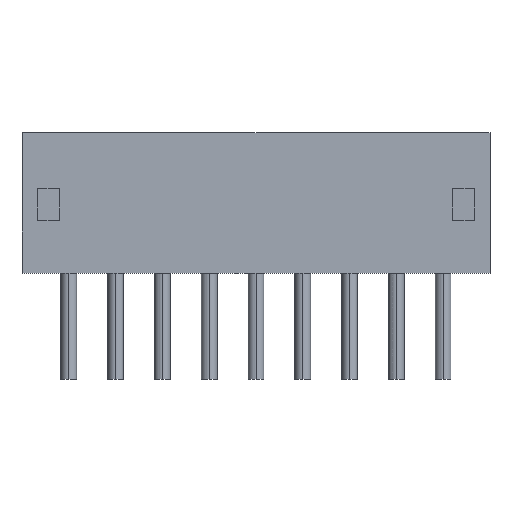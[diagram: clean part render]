
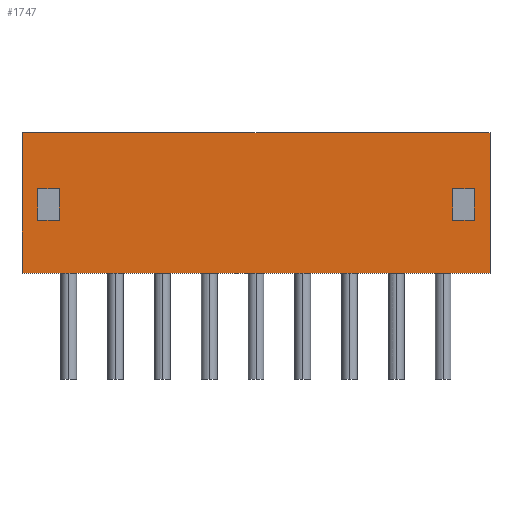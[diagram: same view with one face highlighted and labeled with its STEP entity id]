
A CAD part, top view. The second image highlights one B-rep face of the part: STEP entity #1747.
In plain terms, the highlighted planar face has unit normal (0, 0, 1).
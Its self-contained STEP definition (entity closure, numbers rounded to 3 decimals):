
#924 = CARTESIAN_POINT ( 'NONE',  ( 7., 2.7, 0. ) ) ;
#925 = CARTESIAN_POINT ( 'NONE',  ( 6.3, 1.7, 0. ) ) ;
#926 = CARTESIAN_POINT ( 'NONE',  ( 6.3, 2.7, 0. ) ) ;
#927 = DIRECTION ( 'NONE',  ( 0., -1., 0. ) ) ;
#928 = VECTOR ( 'NONE', #927, 1000. ) ;
#929 = CARTESIAN_POINT ( 'NONE',  ( 6.3, 2.7, 0. ) ) ;
#930 = LINE ( 'NONE', #929, #928 ) ;
#931 = DIRECTION ( 'NONE',  ( -1., 0., 0. ) ) ;
#932 = DIRECTION ( 'NONE',  ( 0., 0., -1. ) ) ;
#933 = CARTESIAN_POINT ( 'NONE',  ( 7.5, 0., 0. ) ) ;
#934 = AXIS2_PLACEMENT_3D ( 'NONE', #933, #932, #931 ) ;
#935 = PLANE ( 'NONE',  #934 ) ;
#958 = DIRECTION ( 'NONE',  ( 0., -1., 0. ) ) ;
#959 = VECTOR ( 'NONE', #958, 1000. ) ;
#960 = CARTESIAN_POINT ( 'NONE',  ( 7.5, 0., 0. ) ) ;
#961 = LINE ( 'NONE', #960, #959 ) ;
#963 = CARTESIAN_POINT ( 'NONE',  ( 7.5, 0., 0. ) ) ;
#964 = DIRECTION ( 'NONE',  ( -1., 0., 0. ) ) ;
#965 = VECTOR ( 'NONE', #964, 1000. ) ;
#966 = CARTESIAN_POINT ( 'NONE',  ( 7.5, 0., 0. ) ) ;
#967 = LINE ( 'NONE', #966, #965 ) ;
#968 = CARTESIAN_POINT ( 'NONE',  ( -7.5, 0., 0. ) ) ;
#969 = DIRECTION ( 'NONE',  ( 0., -1., 0. ) ) ;
#970 = VECTOR ( 'NONE', #969, 1000. ) ;
#971 = CARTESIAN_POINT ( 'NONE',  ( -7.5, 0., 0. ) ) ;
#972 = LINE ( 'NONE', #971, #970 ) ;
#996 = FACE_OUTER_BOUND ( 'NONE', #1650, .T. ) ;
#997 = FACE_BOUND ( 'NONE', #1569, .T. ) ;
#998 = FACE_BOUND ( 'NONE', #1748, .T. ) ;
#999 = DIRECTION ( 'NONE',  ( -1., 0., 0. ) ) ;
#1000 = VECTOR ( 'NONE', #999, 1000. ) ;
#1001 = CARTESIAN_POINT ( 'NONE',  ( 7.5, 4.5, 0. ) ) ;
#1002 = LINE ( 'NONE', #1001, #1000 ) ;
#1004 = CARTESIAN_POINT ( 'NONE',  ( -7.5, 4.5, 0. ) ) ;
#1005 = CARTESIAN_POINT ( 'NONE',  ( 7.5, 4.5, 0. ) ) ;
#1563 = EDGE_CURVE ( 'NONE', #1754, #1751, #3137, .T. ) ;
#1564 = ORIENTED_EDGE ( 'NONE', *, *, #1565, .F. ) ;
#1565 = EDGE_CURVE ( 'NONE', #1566, #1754, #3133, .T. ) ;
#1566 = VERTEX_POINT ( 'NONE', #3129 ) ;
#1567 = ORIENTED_EDGE ( 'NONE', *, *, #1568, .F. ) ;
#1568 = EDGE_CURVE ( 'NONE', #1752, #1566, #3128, .T. ) ;
#1569 = EDGE_LOOP ( 'NONE', ( #1570, #1574, #1640, #1648 ) ) ;
#1570 = ORIENTED_EDGE ( 'NONE', *, *, #1571, .F. ) ;
#1571 = EDGE_CURVE ( 'NONE', #1572, #1573, #3124, .T. ) ;
#1572 = VERTEX_POINT ( 'NONE', #3120 ) ;
#1573 = VERTEX_POINT ( 'NONE', #3119 ) ;
#1574 = ORIENTED_EDGE ( 'NONE', *, *, #1638, .F. ) ;
#1638 = EDGE_CURVE ( 'NONE', #1639, #1572, #3415, .T. ) ;
#1639 = VERTEX_POINT ( 'NONE', #3411 ) ;
#1640 = ORIENTED_EDGE ( 'NONE', *, *, #1641, .F. ) ;
#1641 = EDGE_CURVE ( 'NONE', #1642, #1639, #3361, .T. ) ;
#1642 = VERTEX_POINT ( 'NONE', #3357 ) ;
#1648 = ORIENTED_EDGE ( 'NONE', *, *, #1649, .F. ) ;
#1649 = EDGE_CURVE ( 'NONE', #1573, #1642, #3346, .T. ) ;
#1650 = EDGE_LOOP ( 'NONE', ( #1730, #1733, #1736, #1738 ) ) ;
#1730 = ORIENTED_EDGE ( 'NONE', *, *, #1731, .T. ) ;
#1731 = EDGE_CURVE ( 'NONE', #1744, #1732, #972, .T. ) ;
#1732 = VERTEX_POINT ( 'NONE', #968 ) ;
#1733 = ORIENTED_EDGE ( 'NONE', *, *, #1734, .F. ) ;
#1734 = EDGE_CURVE ( 'NONE', #1735, #1732, #967, .T. ) ;
#1735 = VERTEX_POINT ( 'NONE', #963 ) ;
#1736 = ORIENTED_EDGE ( 'NONE', *, *, #1737, .F. ) ;
#1737 = EDGE_CURVE ( 'NONE', #1742, #1735, #961, .T. ) ;
#1738 = ORIENTED_EDGE ( 'NONE', *, *, #1746, .T. ) ;
#1742 = VERTEX_POINT ( 'NONE', #1005 ) ;
#1744 = VERTEX_POINT ( 'NONE', #1004 ) ;
#1746 = EDGE_CURVE ( 'NONE', #1742, #1744, #1002, .T. ) ;
#1747 = ADVANCED_FACE ( 'NONE', ( #998, #997, #996 ), #935, .F. ) ;
#1748 = EDGE_LOOP ( 'NONE', ( #1749, #1753, #1564, #1567 ) ) ;
#1749 = ORIENTED_EDGE ( 'NONE', *, *, #1750, .F. ) ;
#1750 = EDGE_CURVE ( 'NONE', #1751, #1752, #930, .T. ) ;
#1751 = VERTEX_POINT ( 'NONE', #926 ) ;
#1752 = VERTEX_POINT ( 'NONE', #925 ) ;
#1753 = ORIENTED_EDGE ( 'NONE', *, *, #1563, .F. ) ;
#1754 = VERTEX_POINT ( 'NONE', #924 ) ;
#3119 = CARTESIAN_POINT ( 'NONE',  ( -6.3, 2.7, 0. ) ) ;
#3120 = CARTESIAN_POINT ( 'NONE',  ( -6.3, 1.7, 0. ) ) ;
#3121 = DIRECTION ( 'NONE',  ( 0., 1., 0. ) ) ;
#3122 = VECTOR ( 'NONE', #3121, 1000. ) ;
#3123 = CARTESIAN_POINT ( 'NONE',  ( -6.3, 2.7, 0. ) ) ;
#3124 = LINE ( 'NONE', #3123, #3122 ) ;
#3125 = DIRECTION ( 'NONE',  ( 1., 0., 0. ) ) ;
#3126 = VECTOR ( 'NONE', #3125, 1000. ) ;
#3127 = CARTESIAN_POINT ( 'NONE',  ( 7., 1.7, 0. ) ) ;
#3128 = LINE ( 'NONE', #3127, #3126 ) ;
#3129 = CARTESIAN_POINT ( 'NONE',  ( 7., 1.7, 0. ) ) ;
#3130 = DIRECTION ( 'NONE',  ( 0., 1., 0. ) ) ;
#3131 = VECTOR ( 'NONE', #3130, 1000. ) ;
#3132 = CARTESIAN_POINT ( 'NONE',  ( 7., 2.7, 0. ) ) ;
#3133 = LINE ( 'NONE', #3132, #3131 ) ;
#3134 = DIRECTION ( 'NONE',  ( -1., 0., 0. ) ) ;
#3135 = VECTOR ( 'NONE', #3134, 1000. ) ;
#3136 = CARTESIAN_POINT ( 'NONE',  ( 7., 2.7, 0. ) ) ;
#3137 = LINE ( 'NONE', #3136, #3135 ) ;
#3343 = DIRECTION ( 'NONE',  ( -1., 0., 0. ) ) ;
#3344 = VECTOR ( 'NONE', #3343, 1000. ) ;
#3345 = CARTESIAN_POINT ( 'NONE',  ( -7., 2.7, 0. ) ) ;
#3346 = LINE ( 'NONE', #3345, #3344 ) ;
#3357 = CARTESIAN_POINT ( 'NONE',  ( -7., 2.7, 0. ) ) ;
#3358 = DIRECTION ( 'NONE',  ( 0., -1., 0. ) ) ;
#3359 = VECTOR ( 'NONE', #3358, 1000. ) ;
#3360 = CARTESIAN_POINT ( 'NONE',  ( -7., 2.7, 0. ) ) ;
#3361 = LINE ( 'NONE', #3360, #3359 ) ;
#3411 = CARTESIAN_POINT ( 'NONE',  ( -7., 1.7, 0. ) ) ;
#3412 = DIRECTION ( 'NONE',  ( 1., 0., 0. ) ) ;
#3413 = VECTOR ( 'NONE', #3412, 1000. ) ;
#3414 = CARTESIAN_POINT ( 'NONE',  ( -7., 1.7, 0. ) ) ;
#3415 = LINE ( 'NONE', #3414, #3413 ) ;
